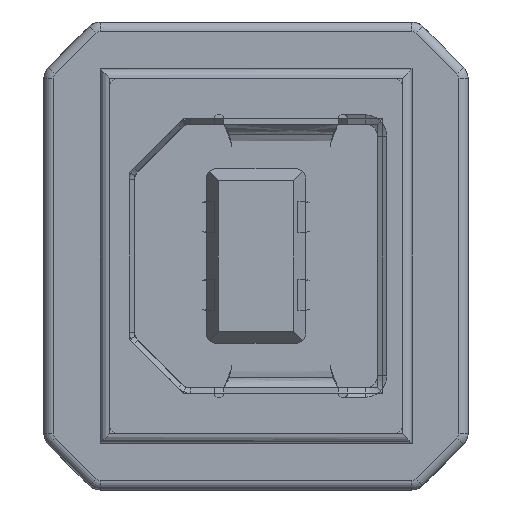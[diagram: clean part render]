
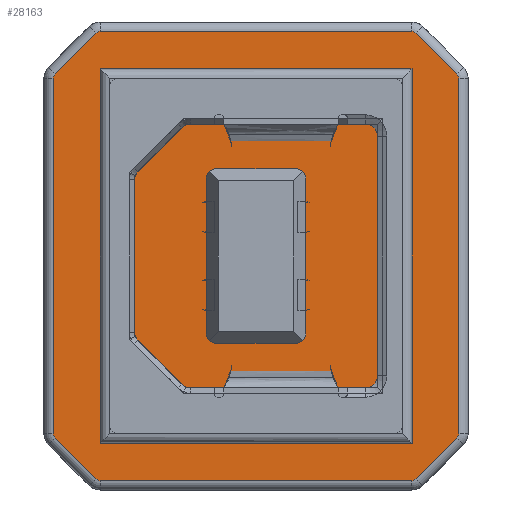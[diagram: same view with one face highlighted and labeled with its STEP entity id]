
A CAD part, left-side view. The second image highlights one B-rep face of the part: STEP entity #28163.
In plain terms, the highlighted face is planar.
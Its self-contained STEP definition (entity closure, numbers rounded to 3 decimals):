
#703 = CARTESIAN_POINT ( 'NONE',  ( 13.193, 0.3, 0. ) ) ;
#1084 = EDGE_CURVE ( 'NONE', #45481, #44252, #32148, .T. ) ;
#1647 = EDGE_CURVE ( 'NONE', #14947, #8946, #32107, .T. ) ;
#2171 = DIRECTION ( 'NONE',  ( 0., 0., -1. ) ) ;
#2493 = DIRECTION ( 'NONE',  ( -1., 0., 0. ) ) ;
#2560 = EDGE_CURVE ( 'NONE', #17646, #45481, #27636, .T. ) ;
#2567 = DIRECTION ( 'NONE',  ( -0.707, -0.707, 0. ) ) ;
#3109 = DIRECTION ( 'NONE',  ( 0., 0., -1. ) ) ;
#3713 = CARTESIAN_POINT ( 'NONE',  ( 0., 0., 0. ) ) ;
#3804 = ORIENTED_EDGE ( 'NONE', *, *, #2560, .T. ) ;
#3812 = CARTESIAN_POINT ( 'NONE',  ( 14.5, 1.807, 0. ) ) ;
#4414 = CARTESIAN_POINT ( 'NONE',  ( 14.7, 11.793, 0. ) ) ;
#4609 = ORIENTED_EDGE ( 'NONE', *, *, #32187, .T. ) ;
#4716 = ORIENTED_EDGE ( 'NONE', *, *, #19910, .T. ) ;
#4883 = CARTESIAN_POINT ( 'NONE',  ( 14.5, 11.793, 0. ) ) ;
#4988 = AXIS2_PLACEMENT_3D ( 'NONE', #31816, #13969, #20912 ) ;
#5195 = EDGE_CURVE ( 'NONE', #46164, #26238, #40917, .T. ) ;
#5203 = ORIENTED_EDGE ( 'NONE', *, *, #46240, .T. ) ;
#5387 = ORIENTED_EDGE ( 'NONE', *, *, #1647, .T. ) ;
#5791 = DIRECTION ( 'NONE',  ( 1., 0., 0. ) ) ;
#5967 = CARTESIAN_POINT ( 'NONE',  ( 0.359, 1.666, 0. ) ) ;
#6060 = DIRECTION ( 'NONE',  ( -1., 0., 0. ) ) ;
#6689 = DIRECTION ( 'NONE',  ( -1., 0., 0. ) ) ;
#6703 = AXIS2_PLACEMENT_3D ( 'NONE', #4883, #29934, #8494 ) ;
#7296 = DIRECTION ( 'NONE',  ( 0., 0., -1. ) ) ;
#7458 = CARTESIAN_POINT ( 'NONE',  ( 1.807, 0.3, 0. ) ) ;
#7883 = VERTEX_POINT ( 'NONE', #4414 ) ;
#8297 = VECTOR ( 'NONE', #25896, 1000. ) ;
#8494 = DIRECTION ( 'NONE',  ( -1., 0., 0. ) ) ;
#8556 = AXIS2_PLACEMENT_3D ( 'NONE', #9834, #27082, #2493 ) ;
#8946 = VERTEX_POINT ( 'NONE', #703 ) ;
#9834 = CARTESIAN_POINT ( 'NONE',  ( 0.5, 11.793, 0. ) ) ;
#10343 = AXIS2_PLACEMENT_3D ( 'NONE', #30795, #2171, #6060 ) ;
#10362 = EDGE_CURVE ( 'NONE', #40245, #7883, #14457, .T. ) ;
#11045 = ORIENTED_EDGE ( 'NONE', *, *, #5195, .T. ) ;
#11099 = DIRECTION ( 'NONE',  ( 0., 0., -1. ) ) ;
#11110 = EDGE_CURVE ( 'NONE', #12982, #46164, #25059, .T. ) ;
#11372 = ORIENTED_EDGE ( 'NONE', *, *, #45475, .T. ) ;
#12812 = DIRECTION ( 'NONE',  ( -1., 0., 0. ) ) ;
#12982 = VERTEX_POINT ( 'NONE', #5967 ) ;
#13445 = EDGE_CURVE ( 'NONE', #41309, #17646, #27164, .T. ) ;
#13762 = CARTESIAN_POINT ( 'NONE',  ( 13.193, 13.1, 0. ) ) ;
#13865 = AXIS2_PLACEMENT_3D ( 'NONE', #3713, #7296, #32329 ) ;
#13969 = DIRECTION ( 'NONE',  ( 0., 0., -1. ) ) ;
#13977 = CARTESIAN_POINT ( 'NONE',  ( 14.641, 11.934, 0. ) ) ;
#14457 = CIRCLE ( 'NONE', #6703, 0.2 ) ;
#14947 = VERTEX_POINT ( 'NONE', #22713 ) ;
#15007 = DIRECTION ( 'NONE',  ( -1., 0., 0. ) ) ;
#15383 = CARTESIAN_POINT ( 'NONE',  ( 0.359, 11.934, 0. ) ) ;
#15546 = DIRECTION ( 'NONE',  ( 0.707, 0.707, 0. ) ) ;
#16152 = CARTESIAN_POINT ( 'NONE',  ( 13.193, 13.3, 0. ) ) ;
#17231 = DIRECTION ( 'NONE',  ( -1., 0., 0. ) ) ;
#17646 = VERTEX_POINT ( 'NONE', #31187 ) ;
#17830 = LINE ( 'NONE', #33532, #8297 ) ;
#18442 = CARTESIAN_POINT ( 'NONE',  ( 1.807, 13.1, 0. ) ) ;
#18480 = VECTOR ( 'NONE', #25177, 1000. ) ;
#18562 = CARTESIAN_POINT ( 'NONE',  ( 1.666, 13.241, 0. ) ) ;
#18973 = CARTESIAN_POINT ( 'NONE',  ( -5.788, 5.788, 0. ) ) ;
#19011 = ORIENTED_EDGE ( 'NONE', *, *, #29661, .T. ) ;
#19164 = DIRECTION ( 'NONE',  ( -1., 0., 0. ) ) ;
#19822 = ORIENTED_EDGE ( 'NONE', *, *, #38494, .T. ) ;
#19910 = EDGE_CURVE ( 'NONE', #44010, #28739, #41681, .T. ) ;
#20912 = DIRECTION ( 'NONE',  ( -1., 0., 0. ) ) ;
#20999 = CARTESIAN_POINT ( 'NONE',  ( 13.334, 13.241, 0. ) ) ;
#21798 = CARTESIAN_POINT ( 'NONE',  ( 14.641, 1.666, 0. ) ) ;
#22170 = VERTEX_POINT ( 'NONE', #26383 ) ;
#22713 = CARTESIAN_POINT ( 'NONE',  ( 13.334, 0.359, 0. ) ) ;
#23195 = ORIENTED_EDGE ( 'NONE', *, *, #13445, .T. ) ;
#23430 = VECTOR ( 'NONE', #15546, 1000. ) ;
#24498 = LINE ( 'NONE', #26893, #30072 ) ;
#24676 = LINE ( 'NONE', #27925, #32970 ) ;
#25059 = CIRCLE ( 'NONE', #10343, 0.2 ) ;
#25177 = DIRECTION ( 'NONE',  ( 0., 1., 0. ) ) ;
#25537 = CARTESIAN_POINT ( 'NONE',  ( 14.7, 1.807, 0. ) ) ;
#25896 = DIRECTION ( 'NONE',  ( 0., -1., 0. ) ) ;
#25942 = DIRECTION ( 'NONE',  ( -0.707, 0.707, 0. ) ) ;
#26238 = VERTEX_POINT ( 'NONE', #34428 ) ;
#26383 = CARTESIAN_POINT ( 'NONE',  ( 1.666, 0.359, 0. ) ) ;
#26893 = CARTESIAN_POINT ( 'NONE',  ( 1.807, 0.3, 0. ) ) ;
#27082 = DIRECTION ( 'NONE',  ( 0., 0., -1. ) ) ;
#27164 = CIRCLE ( 'NONE', #32323, 0.2 ) ;
#27550 = CARTESIAN_POINT ( 'NONE',  ( 13.193, 13.3, 0. ) ) ;
#27636 = LINE ( 'NONE', #16152, #45607 ) ;
#27925 = CARTESIAN_POINT ( 'NONE',  ( 6.488, -6.488, 0. ) ) ;
#28163 = ADVANCED_FACE ( 'NONE', ( #40380 ), #46329, .T. ) ;
#28739 = VERTEX_POINT ( 'NONE', #21798 ) ;
#29095 = ORIENTED_EDGE ( 'NONE', *, *, #1084, .T. ) ;
#29661 = EDGE_CURVE ( 'NONE', #44460, #22170, #41971, .T. ) ;
#29934 = DIRECTION ( 'NONE',  ( 0., 0., -1. ) ) ;
#30032 = EDGE_CURVE ( 'NONE', #7883, #44010, #17830, .T. ) ;
#30072 = VECTOR ( 'NONE', #12812, 1000. ) ;
#30795 = CARTESIAN_POINT ( 'NONE',  ( 0.5, 1.807, 0. ) ) ;
#31187 = CARTESIAN_POINT ( 'NONE',  ( 1.807, 13.3, 0. ) ) ;
#31271 = EDGE_LOOP ( 'NONE', ( #5203, #42534, #32718, #4716, #19822, #5387, #4609, #19011, #38241, #34718, #11045, #11372, #31497, #23195, #3804, #29095 ) ) ;
#31497 = ORIENTED_EDGE ( 'NONE', *, *, #40391, .T. ) ;
#31677 = CARTESIAN_POINT ( 'NONE',  ( 0.3, 1.807, 0. ) ) ;
#31816 = CARTESIAN_POINT ( 'NONE',  ( 13.193, 0.5, 0. ) ) ;
#32107 = CIRCLE ( 'NONE', #4988, 0.2 ) ;
#32148 = CIRCLE ( 'NONE', #44290, 0.2 ) ;
#32187 = EDGE_CURVE ( 'NONE', #8946, #44460, #24498, .T. ) ;
#32323 = AXIS2_PLACEMENT_3D ( 'NONE', #18442, #11099, #15007 ) ;
#32329 = DIRECTION ( 'NONE',  ( -1., 0., 0. ) ) ;
#32718 = ORIENTED_EDGE ( 'NONE', *, *, #30032, .T. ) ;
#32891 = LINE ( 'NONE', #18973, #23430 ) ;
#32970 = VECTOR ( 'NONE', #2567, 1000. ) ;
#33532 = CARTESIAN_POINT ( 'NONE',  ( 14.7, 1.807, 0. ) ) ;
#34299 = AXIS2_PLACEMENT_3D ( 'NONE', #46003, #3109, #6689 ) ;
#34428 = CARTESIAN_POINT ( 'NONE',  ( 0.3, 11.793, 0. ) ) ;
#34718 = ORIENTED_EDGE ( 'NONE', *, *, #11110, .T. ) ;
#34730 = LINE ( 'NONE', #40107, #39216 ) ;
#34770 = CIRCLE ( 'NONE', #8556, 0.2 ) ;
#36369 = DIRECTION ( 'NONE',  ( 0., 0., -1. ) ) ;
#36561 = CARTESIAN_POINT ( 'NONE',  ( 1.012, 1.012, 0. ) ) ;
#37161 = EDGE_CURVE ( 'NONE', #22170, #12982, #40973, .T. ) ;
#38241 = ORIENTED_EDGE ( 'NONE', *, *, #37161, .T. ) ;
#38494 = EDGE_CURVE ( 'NONE', #28739, #14947, #24676, .T. ) ;
#39216 = VECTOR ( 'NONE', #43239, 1000. ) ;
#39618 = VERTEX_POINT ( 'NONE', #15383 ) ;
#40107 = CARTESIAN_POINT ( 'NONE',  ( 13.288, 13.288, 0. ) ) ;
#40245 = VERTEX_POINT ( 'NONE', #13977 ) ;
#40380 = FACE_OUTER_BOUND ( 'NONE', #31271, .T. ) ;
#40391 = EDGE_CURVE ( 'NONE', #39618, #41309, #32891, .T. ) ;
#40917 = LINE ( 'NONE', #42862, #18480 ) ;
#40973 = LINE ( 'NONE', #36561, #42102 ) ;
#41309 = VERTEX_POINT ( 'NONE', #18562 ) ;
#41681 = CIRCLE ( 'NONE', #44702, 0.2 ) ;
#41971 = CIRCLE ( 'NONE', #34299, 0.2 ) ;
#42102 = VECTOR ( 'NONE', #25942, 1000. ) ;
#42534 = ORIENTED_EDGE ( 'NONE', *, *, #10362, .T. ) ;
#42862 = CARTESIAN_POINT ( 'NONE',  ( 0.3, 11.793, 0. ) ) ;
#43239 = DIRECTION ( 'NONE',  ( 0.707, -0.707, 0. ) ) ;
#44010 = VERTEX_POINT ( 'NONE', #25537 ) ;
#44252 = VERTEX_POINT ( 'NONE', #20999 ) ;
#44290 = AXIS2_PLACEMENT_3D ( 'NONE', #13762, #45716, #17231 ) ;
#44460 = VERTEX_POINT ( 'NONE', #7458 ) ;
#44702 = AXIS2_PLACEMENT_3D ( 'NONE', #3812, #36369, #19164 ) ;
#45475 = EDGE_CURVE ( 'NONE', #26238, #39618, #34770, .T. ) ;
#45481 = VERTEX_POINT ( 'NONE', #27550 ) ;
#45607 = VECTOR ( 'NONE', #5791, 1000. ) ;
#45716 = DIRECTION ( 'NONE',  ( 0., 0., -1. ) ) ;
#46003 = CARTESIAN_POINT ( 'NONE',  ( 1.807, 0.5, 0. ) ) ;
#46164 = VERTEX_POINT ( 'NONE', #31677 ) ;
#46240 = EDGE_CURVE ( 'NONE', #44252, #40245, #34730, .T. ) ;
#46329 = PLANE ( 'NONE',  #13865 ) ;
